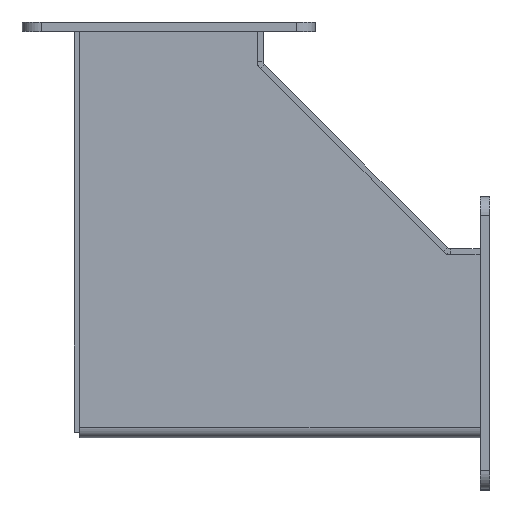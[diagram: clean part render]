
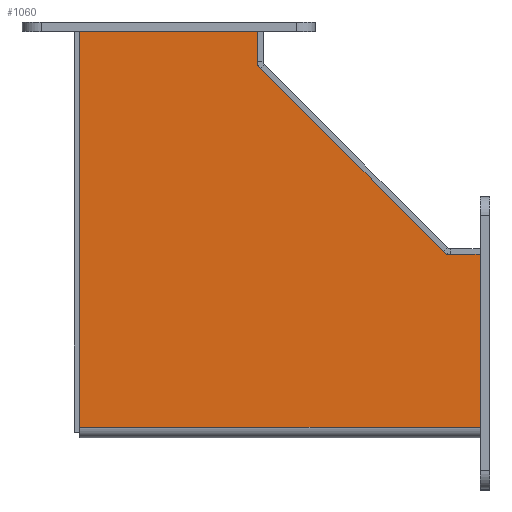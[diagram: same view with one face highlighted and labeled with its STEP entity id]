
A CAD part, top view. The second image highlights one B-rep face of the part: STEP entity #1060.
In plain terms, the highlighted face is planar.
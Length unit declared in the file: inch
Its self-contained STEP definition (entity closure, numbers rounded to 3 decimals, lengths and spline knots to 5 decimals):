
#62=PLANE('',#1129);
#107=FACE_OUTER_BOUND('',#168,.T.);
#168=EDGE_LOOP('',(#734,#735,#736,#737,#738,#739,#740));
#270=LINE('',#1541,#371);
#285=LINE('',#1577,#386);
#288=LINE('',#1583,#389);
#289=LINE('',#1585,#390);
#290=LINE('',#1587,#391);
#291=LINE('',#1589,#392);
#292=LINE('',#1590,#393);
#371=VECTOR('',#1227,5.352);
#386=VECTOR('',#1266,5.2895);
#389=VECTOR('',#1271,2.2895);
#390=VECTOR('',#1272,0.5);
#391=VECTOR('',#1273,3.53553);
#392=VECTOR('',#1274,0.5);
#393=VECTOR('',#1275,2.352);
#473=VERTEX_POINT('',#1538);
#474=VERTEX_POINT('',#1540);
#483=VERTEX_POINT('',#1576);
#485=VERTEX_POINT('',#1582);
#486=VERTEX_POINT('',#1584);
#487=VERTEX_POINT('',#1586);
#488=VERTEX_POINT('',#1588);
#559=EDGE_CURVE('',#474,#473,#270,.T.);
#577=EDGE_CURVE('',#474,#483,#285,.T.);
#580=EDGE_CURVE('',#485,#473,#288,.T.);
#581=EDGE_CURVE('',#486,#485,#289,.T.);
#582=EDGE_CURVE('',#487,#486,#290,.T.);
#583=EDGE_CURVE('',#488,#487,#291,.T.);
#584=EDGE_CURVE('',#483,#488,#292,.T.);
#734=ORIENTED_EDGE('',*,*,#559,.T.);
#735=ORIENTED_EDGE('',*,*,#580,.F.);
#736=ORIENTED_EDGE('',*,*,#581,.F.);
#737=ORIENTED_EDGE('',*,*,#582,.F.);
#738=ORIENTED_EDGE('',*,*,#583,.F.);
#739=ORIENTED_EDGE('',*,*,#584,.F.);
#740=ORIENTED_EDGE('',*,*,#577,.F.);
#1060=ADVANCED_FACE('',(#107),#62,.F.);
#1129=AXIS2_PLACEMENT_3D('',#1581,#1269,#1270);
#1227=DIRECTION('',(0.,1.,0.));
#1266=DIRECTION('',(1.,0.,0.));
#1269=DIRECTION('center_axis',(0.,0.,1.));
#1270=DIRECTION('ref_axis',(1.,0.,0.));
#1271=DIRECTION('',(-1.,0.,0.));
#1272=DIRECTION('',(0.,1.,0.));
#1273=DIRECTION('',(-0.707,0.707,0.));
#1274=DIRECTION('',(-1.,0.,0.));
#1275=DIRECTION('',(0.,1.,0.));
#1538=CARTESIAN_POINT('',(-2.6135,2.676,0.));
#1540=CARTESIAN_POINT('',(-2.6135,-2.676,0.));
#1541=CARTESIAN_POINT('',(-2.6135,-1.51929,0.));
#1576=CARTESIAN_POINT('',(2.676,-2.676,0.));
#1577=CARTESIAN_POINT('',(-2.676,-2.676,0.));
#1581=CARTESIAN_POINT('Origin',(-0.36258,-0.36258,0.));
#1582=CARTESIAN_POINT('',(-0.324,2.676,0.));
#1583=CARTESIAN_POINT('',(2.676,2.676,0.));
#1584=CARTESIAN_POINT('',(-0.324,2.176,0.));
#1585=CARTESIAN_POINT('',(-0.324,2.176,0.));
#1586=CARTESIAN_POINT('',(2.176,-0.324,0.));
#1587=CARTESIAN_POINT('',(2.176,-0.324,0.));
#1588=CARTESIAN_POINT('',(2.676,-0.324,0.));
#1589=CARTESIAN_POINT('',(2.676,-0.324,0.));
#1590=CARTESIAN_POINT('',(2.676,-2.676,0.));
